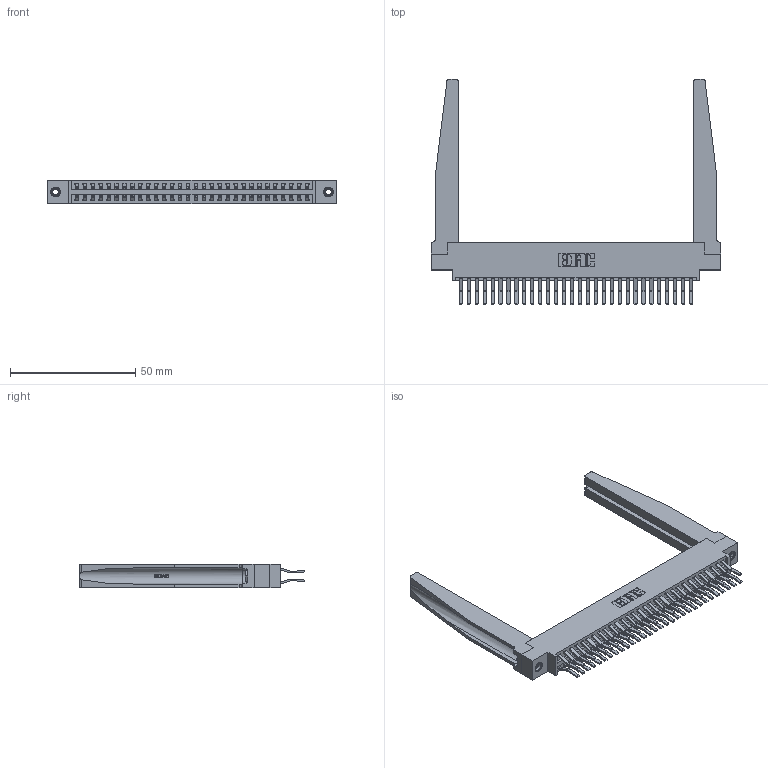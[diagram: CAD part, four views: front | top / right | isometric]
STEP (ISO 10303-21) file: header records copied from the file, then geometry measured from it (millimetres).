
FILE_DESCRIPTION (( 'STEP AP203' ), '1' );
FILE_NAME ('346-060-560-878.STEP', '2022-05-24T13:05:30', ( '' ), ( '' ), 'SwSTEP 2.0', 'SolidWorks 2020', '' );
FILE_SCHEMA (( 'CONFIG_CONTROL_DESIGN' ));
Length unit declared in the file: inch
Products named in the file (5): 346-220-078_345-220-078; 345-250-001_345-250-001-102; 346-060-560-878; 345-292-001_560 Tail; 346 Part_0.170 Offset - 0.156 Dia-TH
Assembly tree (65 placements, depth 2):
  346-060-560-878
    346 Part_0.170 Offset - 0.156 Dia-TH
    345-292-001_560 Tail  x60
    346-220-078_345-220-078  x2
    345-250-001_345-250-001-102  x2
Bounding box: 115.82 x 90.05 x 9.4 mm (x, y, z)
Volume: 18330.5 mm3; surface area: 23312.1 mm2
Topology: 65 solids, 65 shells, 3614 faces, 10645 edges, 7006 vertices
Faces by surface type: plane 2336, cylinder 1226, bspline 36, cone 12, torus 4
Entity records: 26578 total; most frequent: CARTESIAN_POINT 5341, ORIENTED_EDGE 4162, DIRECTION 3747, EDGE_CURVE 2081, VECTOR 1731, LINE 1731, VERTEX_POINT 1380, AXIS2_PLACEMENT_3D 1008
